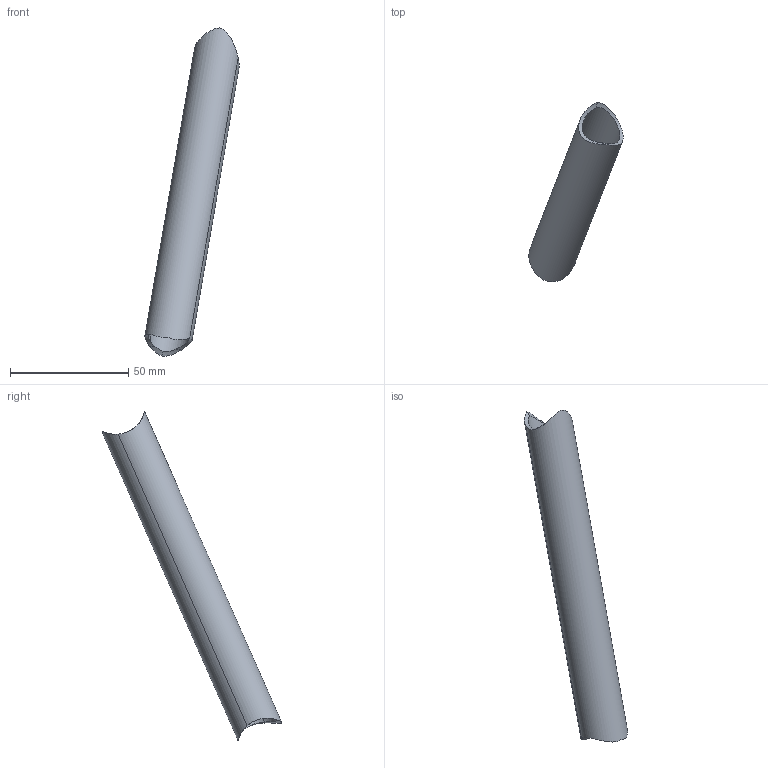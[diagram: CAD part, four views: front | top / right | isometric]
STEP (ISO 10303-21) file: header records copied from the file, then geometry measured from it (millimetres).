
FILE_DESCRIPTION(('STEP AP214'),'1');
FILE_NAME('39.stp','2018-02-08T14:00:45',(' '),(' '),'Spatial InterOp 3D',' ',' ');
FILE_SCHEMA(('automotive_design'));
Length unit declared in the file: metre
Products named in the file (2): Corps1; Point
Bounding box: 39.95 x 75.72 x 139.1 mm (x, y, z)
Volume: 11910.1 mm3; surface area: 16110.9 mm2
Topology: 1 solids, 1 shells, 12 faces, 37 edges, 26 vertices
Faces by surface type: cylinder 6, extrusion 6
Entity records: 993 total; most frequent: CARTESIAN_POINT 547, ORIENTED_EDGE 74, DIRECTION 40, EDGE_CURVE 37, B_SPLINE_CURVE_WITH_KNOTS 30, VERTEX_POINT 25, STYLED_ITEM 15, PRESENTATION_STYLE_ASSIGNMENT 15
